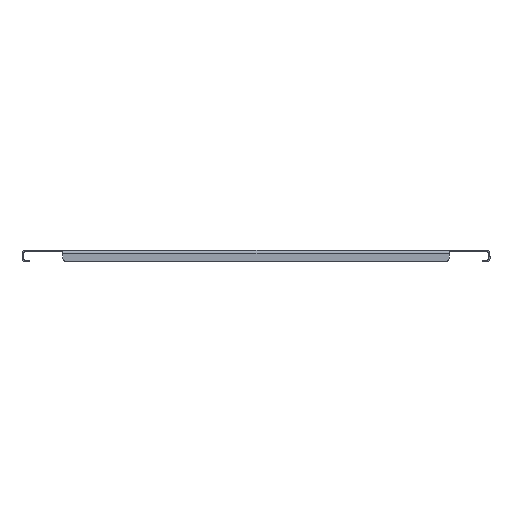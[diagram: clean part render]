
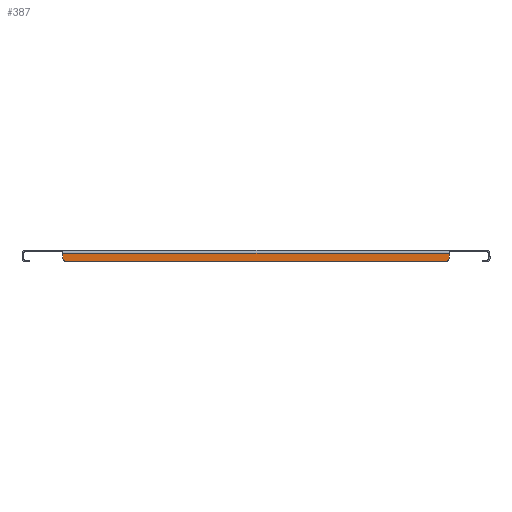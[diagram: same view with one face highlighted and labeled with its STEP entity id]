
A CAD part, left-side view. The second image highlights one B-rep face of the part: STEP entity #387.
In plain terms, the highlighted planar face has unit normal (-1, 0, 0).
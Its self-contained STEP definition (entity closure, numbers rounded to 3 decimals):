
#40 = ORIENTED_EDGE ( 'NONE', *, *, #212, .T. ) ;
#106 = CARTESIAN_POINT ( 'NONE',  ( -299.5, -300., -15. ) ) ;
#212 = EDGE_CURVE ( 'NONE', #1127, #2521, #1648, .T. ) ;
#246 = DIRECTION ( 'NONE',  ( 0., 0., -1. ) ) ;
#271 = CARTESIAN_POINT ( 'NONE',  ( -299.5, 248., -4. ) ) ;
#305 = DIRECTION ( 'NONE',  ( 1., 0., 0. ) ) ;
#337 = CARTESIAN_POINT ( 'NONE',  ( -299.5, 0., 0. ) ) ;
#387 = ADVANCED_FACE ( 'NONE', ( #2159 ), #1021, .F. ) ;
#504 = VECTOR ( 'NONE', #2371, 1000. ) ;
#541 = LINE ( 'NONE', #1244, #504 ) ;
#546 = EDGE_CURVE ( 'NONE', #2521, #2878, #855, .T. ) ;
#586 = DIRECTION ( 'NONE',  ( 0., 0., 1. ) ) ;
#674 = EDGE_CURVE ( 'NONE', #2496, #774, #1960, .T. ) ;
#710 = EDGE_CURVE ( 'NONE', #2496, #2878, #1201, .T. ) ;
#774 = VERTEX_POINT ( 'NONE', #1189 ) ;
#788 = DIRECTION ( 'NONE',  ( 0., 0., -1. ) ) ;
#855 = CIRCLE ( 'NONE', #1715, 6. ) ;
#888 = ORIENTED_EDGE ( 'NONE', *, *, #1261, .T. ) ;
#1021 = PLANE ( 'NONE',  #1422 ) ;
#1056 = CARTESIAN_POINT ( 'NONE',  ( -299.5, 242., -15. ) ) ;
#1097 = ORIENTED_EDGE ( 'NONE', *, *, #2362, .F. ) ;
#1127 = VERTEX_POINT ( 'NONE', #271 ) ;
#1189 = CARTESIAN_POINT ( 'NONE',  ( -299.5, -248., -9. ) ) ;
#1201 = LINE ( 'NONE', #106, #1381 ) ;
#1234 = VECTOR ( 'NONE', #2113, 1000. ) ;
#1244 = CARTESIAN_POINT ( 'NONE',  ( -299.5, -300., -4. ) ) ;
#1261 = EDGE_CURVE ( 'NONE', #774, #2688, #2921, .T. ) ;
#1269 = CARTESIAN_POINT ( 'NONE',  ( -299.5, -248., -15. ) ) ;
#1357 = DIRECTION ( 'NONE',  ( -1., 0., 0. ) ) ;
#1381 = VECTOR ( 'NONE', #2373, 1000. ) ;
#1403 = ORIENTED_EDGE ( 'NONE', *, *, #674, .T. ) ;
#1422 = AXIS2_PLACEMENT_3D ( 'NONE', #337, #305, #788 ) ;
#1492 = ORIENTED_EDGE ( 'NONE', *, *, #546, .T. ) ;
#1611 = CARTESIAN_POINT ( 'NONE',  ( -299.5, -248., -4. ) ) ;
#1648 = LINE ( 'NONE', #2061, #1234 ) ;
#1715 = AXIS2_PLACEMENT_3D ( 'NONE', #2219, #1767, #2687 ) ;
#1767 = DIRECTION ( 'NONE',  ( -1., 0., 0. ) ) ;
#1960 = CIRCLE ( 'NONE', #2433, 6. ) ;
#1973 = EDGE_LOOP ( 'NONE', ( #2044, #1403, #888, #1097, #40, #1492 ) ) ;
#1992 = CARTESIAN_POINT ( 'NONE',  ( -299.5, -242., -15. ) ) ;
#2044 = ORIENTED_EDGE ( 'NONE', *, *, #710, .F. ) ;
#2061 = CARTESIAN_POINT ( 'NONE',  ( -299.5, 248., -15. ) ) ;
#2113 = DIRECTION ( 'NONE',  ( 0., 0., -1. ) ) ;
#2159 = FACE_OUTER_BOUND ( 'NONE', #1973, .T. ) ;
#2219 = CARTESIAN_POINT ( 'NONE',  ( -299.5, 242., -9. ) ) ;
#2289 = VECTOR ( 'NONE', #586, 1000. ) ;
#2362 = EDGE_CURVE ( 'NONE', #1127, #2688, #541, .T. ) ;
#2371 = DIRECTION ( 'NONE',  ( 0., -1., 0. ) ) ;
#2373 = DIRECTION ( 'NONE',  ( 0., 1., 0. ) ) ;
#2433 = AXIS2_PLACEMENT_3D ( 'NONE', #2758, #1357, #246 ) ;
#2462 = CARTESIAN_POINT ( 'NONE',  ( -299.5, 248., -9. ) ) ;
#2496 = VERTEX_POINT ( 'NONE', #1992 ) ;
#2521 = VERTEX_POINT ( 'NONE', #2462 ) ;
#2687 = DIRECTION ( 'NONE',  ( 0., 0., -1. ) ) ;
#2688 = VERTEX_POINT ( 'NONE', #1611 ) ;
#2758 = CARTESIAN_POINT ( 'NONE',  ( -299.5, -242., -9. ) ) ;
#2878 = VERTEX_POINT ( 'NONE', #1056 ) ;
#2921 = LINE ( 'NONE', #1269, #2289 ) ;
